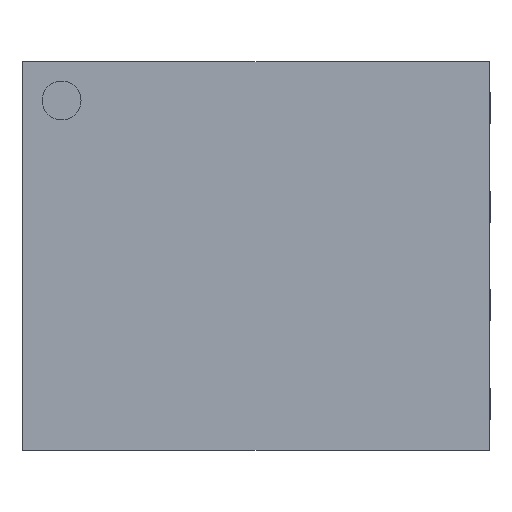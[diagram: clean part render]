
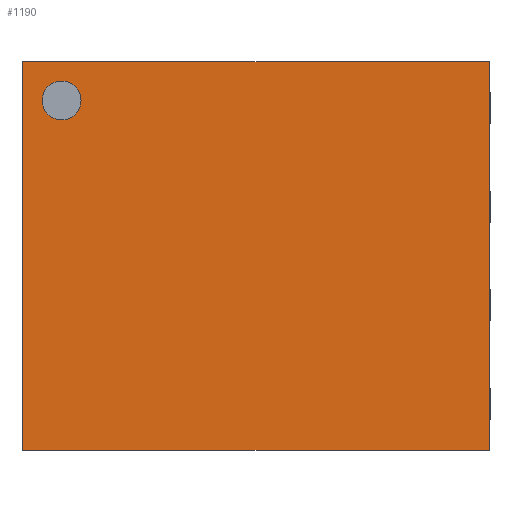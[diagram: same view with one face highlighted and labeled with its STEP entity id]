
A CAD part, top view. The second image highlights one B-rep face of the part: STEP entity #1190.
In plain terms, the highlighted planar face has unit normal (0, 0, 1).
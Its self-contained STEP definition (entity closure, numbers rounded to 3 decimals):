
#15=FACE_BOUND('',#142,.T.);
#17=PLANE('',#1268);
#79=FACE_OUTER_BOUND('',#141,.T.);
#141=EDGE_LOOP('',(#844,#845,#846,#847));
#142=EDGE_LOOP('',(#848));
#205=LINE('',#1641,#377);
#206=LINE('',#1643,#378);
#207=LINE('',#1645,#379);
#208=LINE('',#1646,#380);
#377=VECTOR('',#1340,1000.);
#378=VECTOR('',#1341,1000.);
#379=VECTOR('',#1342,1000.);
#380=VECTOR('',#1343,1000.);
#549=CIRCLE('',#1267,0.25);
#551=VERTEX_POINT('',#1635);
#552=VERTEX_POINT('',#1639);
#553=VERTEX_POINT('',#1640);
#554=VERTEX_POINT('',#1642);
#555=VERTEX_POINT('',#1644);
#668=EDGE_CURVE('',#551,#551,#549,.T.);
#669=EDGE_CURVE('',#552,#553,#205,.T.);
#670=EDGE_CURVE('',#553,#554,#206,.T.);
#671=EDGE_CURVE('',#554,#555,#207,.T.);
#672=EDGE_CURVE('',#555,#552,#208,.T.);
#844=ORIENTED_EDGE('',*,*,#669,.T.);
#845=ORIENTED_EDGE('',*,*,#670,.T.);
#846=ORIENTED_EDGE('',*,*,#671,.T.);
#847=ORIENTED_EDGE('',*,*,#672,.T.);
#848=ORIENTED_EDGE('',*,*,#668,.T.);
#1190=ADVANCED_FACE('',(#79,#15),#17,.T.);
#1267=AXIS2_PLACEMENT_3D('',#1637,#1336,#1337);
#1268=AXIS2_PLACEMENT_3D('',#1638,#1338,#1339);
#1336=DIRECTION('center_axis',(0.,0.,-1.));
#1337=DIRECTION('ref_axis',(0.,-1.,0.));
#1338=DIRECTION('center_axis',(0.,0.,1.));
#1339=DIRECTION('ref_axis',(0.,-1.,0.));
#1340=DIRECTION('',(-1.,0.,0.));
#1341=DIRECTION('',(0.,-1.,0.));
#1342=DIRECTION('',(1.,0.,0.));
#1343=DIRECTION('',(0.,1.,0.));
#1635=CARTESIAN_POINT('',(-2.5,2.25,0.81));
#1637=CARTESIAN_POINT('Origin',(-2.5,2.,0.81));
#1638=CARTESIAN_POINT('Origin',(0.,0.,
0.81));
#1639=CARTESIAN_POINT('',(3.,2.5,0.81));
#1640=CARTESIAN_POINT('',(-3.,2.5,0.81));
#1641=CARTESIAN_POINT('',(0.,2.5,0.81));
#1642=CARTESIAN_POINT('',(-3.,-2.5,0.81));
#1643=CARTESIAN_POINT('',(-3.,0.,0.81));
#1644=CARTESIAN_POINT('',(3.,-2.5,0.81));
#1645=CARTESIAN_POINT('',(0.,-2.5,0.81));
#1646=CARTESIAN_POINT('',(3.,0.,0.81));
